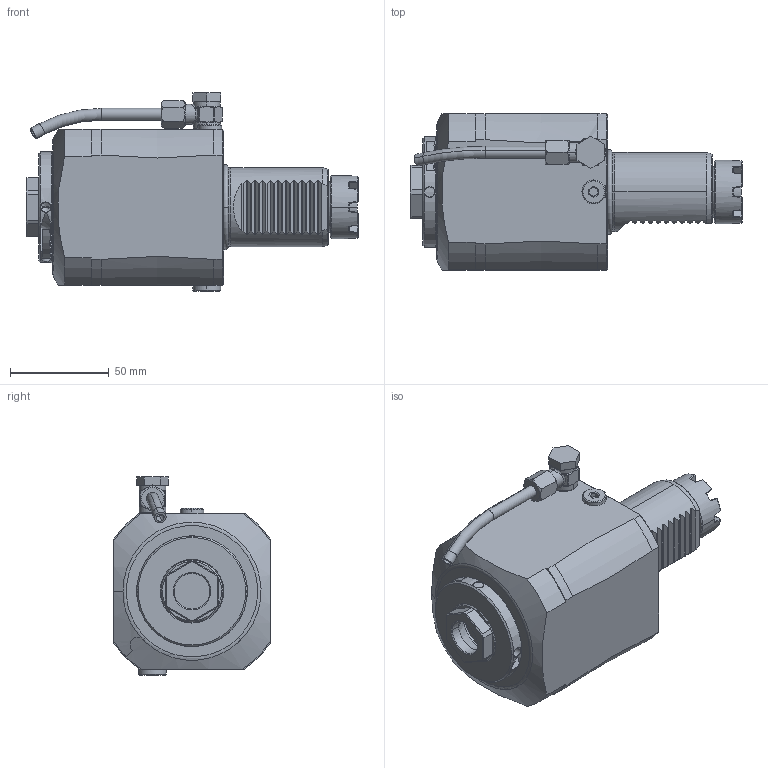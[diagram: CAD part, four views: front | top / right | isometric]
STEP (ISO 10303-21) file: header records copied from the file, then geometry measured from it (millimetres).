
FILE_DESCRIPTION((''),'2;1');
FILE_NAME('NGT1_40_145_25_3HD','2022-05-25T',('vali'),('NOVA GRUP'),'PRO/ENGINEER BY PARAMETRIC TECHNOLOGY CORPORATION, 2010280','PRO/ENGINEER BY PARAMETRIC TECHNOLOGY CORPORATION, 2010280','');
FILE_SCHEMA(('CONFIG_CONTROL_DESIGN'));
Length unit declared in the file: millimetre
Products named in the file (1): NGT1_40_145_25_3HD
Bounding box: 168 x 79 x 100.4 mm (x, y, z)
Volume: 600127.4 mm3; surface area: 54498.7 mm2
Topology: 3 solids, 5 shells, 460 faces, 1182 edges, 740 vertices
Faces by surface type: plane 192, cylinder 109, cone 74, bspline 46, torus 39
Entity records: 18861 total; most frequent: CARTESIAN_POINT 8428, ORIENTED_EDGE 2332, DIRECTION 1940, EDGE_CURVE 1166, AXIS2_PLACEMENT_3D 767, VERTEX_POINT 736, EDGE_LOOP 488, FACE_OUTER_BOUND 458
